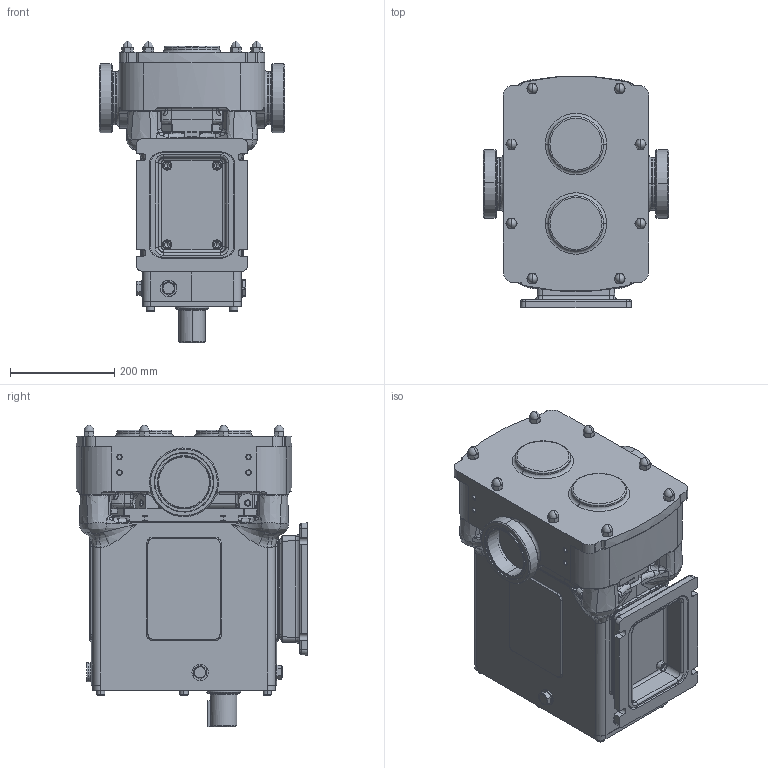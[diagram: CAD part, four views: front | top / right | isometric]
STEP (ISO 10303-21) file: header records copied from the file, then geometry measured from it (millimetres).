
FILE_DESCRIPTION (( 'STEP AP214' ), '1' );
FILE_NAME ('GA4113.STEP', '2024-11-06T21:10:35', ( '' ), ( '' ), 'SwSTEP 2.0', 'SolidWorks 2023', '' );
FILE_SCHEMA (( 'AUTOMOTIVE_DESIGN' ));
Length unit declared in the file: millimetre
Products named in the file (3): GA4113; Copy of R2200 CPP H BSD^GA4113; Copy of Z94-5101-66 - 4 INCH SMS1145^GA4113
Assembly tree (3 placements, depth 2):
  GA4113
    Copy of R2200 CPP H BSD^GA4113
    Copy of Z94-5101-66 - 4 INCH SMS1145^GA4113  x2
Bounding box: 357 x 444.75 x 580 mm (x, y, z)
Volume: 39368455.9 mm3; surface area: 1272780.3 mm2
Topology: 4 solids, 4 shells, 1713 faces, 4160 edges, 2459 vertices
Faces by surface type: plane 531, cylinder 413, bspline 352, cone 239, torus 116, sphere 62
Entity records: 65189 total; most frequent: CARTESIAN_POINT 28857, ORIENTED_EDGE 8028, DIRECTION 7105, EDGE_CURVE 4014, AXIS2_PLACEMENT_3D 2827, VERTEX_POINT 2423, EDGE_LOOP 1801, FACE_OUTER_BOUND 1682
